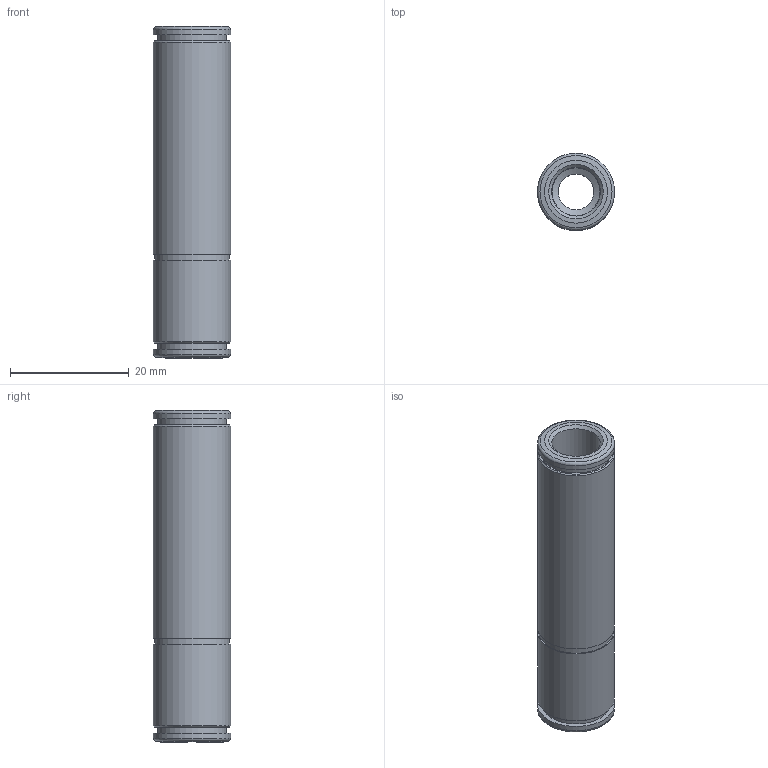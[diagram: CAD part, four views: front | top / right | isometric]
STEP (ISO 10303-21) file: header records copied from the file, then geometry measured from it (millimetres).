
FILE_DESCRIPTION(/* description */ (''),/* implementation_level */ '2;1');
FILE_NAME(/* name */ 'hiqs_80_msv.stp',/* time_stamp */ '2017-11-02T11:29:02+01:00',/* author */ ('Hamoud'),/* organization */ (''),/* preprocessor_version */ 'ST-DEVELOPER v15.6',/* originating_system */ 'Autodesk Inventor LT ',/* authorisation */ '');
FILE_SCHEMA (('AUTOMOTIVE_DESIGN { 1 0 10303 214 3 1 1 }'));
Length unit declared in the file: millimetre
Products named in the file (1): hiqs_80_msv
Bounding box: 13 x 13 x 56 mm (x, y, z)
Volume: 3571 mm3; surface area: 5734.5 mm2
Topology: 4 solids, 4 shells, 61 faces, 112 edges, 67 vertices
Faces by surface type: cylinder 23, cone 20, plane 16, torus 2
Full cylindrical faces by diameter (mm): 6 x2, 8.1 x2, 8.2 x2, 9 x1, 10.1 x2, 10.8 x1, 11 x3, 11.5 x2, 11.6 x2, 12.2 x1, 12.6 x1, 13 x4
Entity records: 1268 total; most frequent: DIRECTION 246, CARTESIAN_POINT 184, AXIS2_PLACEMENT_3D 123, EDGE_LOOP 122, ORIENTED_EDGE 122, FACE_BOUND 61, FACE_OUTER_BOUND 61, CIRCLE 61
